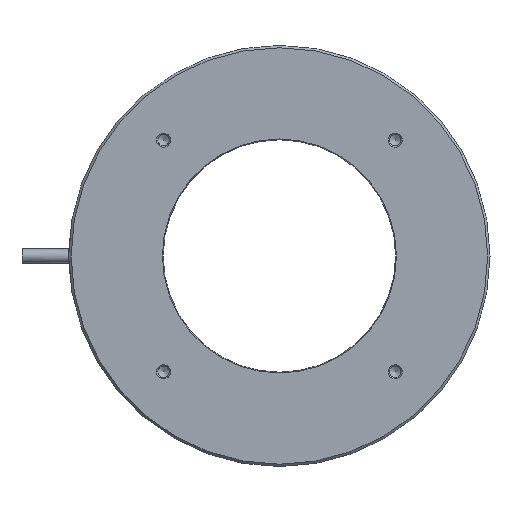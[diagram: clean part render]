
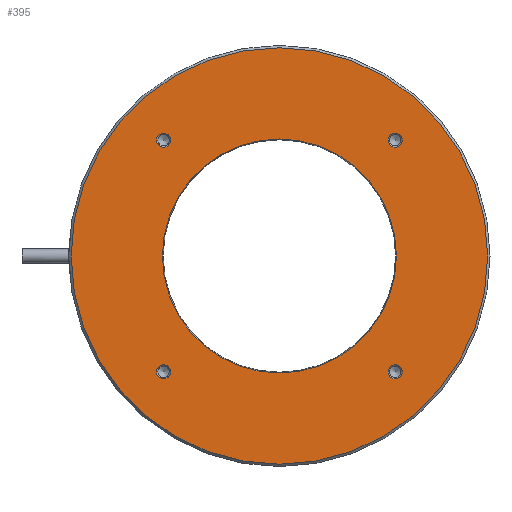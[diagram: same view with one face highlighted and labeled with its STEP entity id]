
A CAD part, left-side view. The second image highlights one B-rep face of the part: STEP entity #395.
In plain terms, the highlighted planar face has unit normal (-1, 0, 0).
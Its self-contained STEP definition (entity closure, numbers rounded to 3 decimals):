
#7 = EDGE_LOOP ( 'NONE', ( #286 ) ) ;
#26 = EDGE_LOOP ( 'NONE', ( #327 ) ) ;
#28 = EDGE_LOOP ( 'NONE', ( #288 ) ) ;
#35 = EDGE_LOOP ( 'NONE', ( #289 ) ) ;
#42 = EDGE_LOOP ( 'NONE', ( #276 ) ) ;
#94 = CARTESIAN_POINT ( 'NONE',  ( 0., 24.749, 24.749 ) ) ;
#111 = CARTESIAN_POINT ( 'NONE',  ( 0., 0., 0. ) ) ;
#117 = DIRECTION ( 'NONE',  ( 0., 0., 1. ) ) ;
#160 = DIRECTION ( 'NONE',  ( 1., 0., 0. ) ) ;
#166 = CARTESIAN_POINT ( 'NONE',  ( 0., -24.749, -24.749 ) ) ;
#177 = DIRECTION ( 'NONE',  ( 0., 0., 1. ) ) ;
#189 = DIRECTION ( 'NONE',  ( 0., 0., 1. ) ) ;
#192 = DIRECTION ( 'NONE',  ( 1., 0., 0. ) ) ;
#201 = DIRECTION ( 'NONE',  ( 1., 0., 0. ) ) ;
#233 = DIRECTION ( 'NONE',  ( 0., 0., 1. ) ) ;
#242 = FACE_BOUND ( 'NONE', #26, .T. ) ;
#243 = DIRECTION ( 'NONE',  ( -1., 0., 0. ) ) ;
#258 = FACE_BOUND ( 'NONE', #28, .T. ) ;
#274 = ORIENTED_EDGE ( 'NONE', *, *, #437, .T. ) ;
#276 = ORIENTED_EDGE ( 'NONE', *, *, #425, .T. ) ;
#286 = ORIENTED_EDGE ( 'NONE', *, *, #433, .T. ) ;
#288 = ORIENTED_EDGE ( 'NONE', *, *, #411, .T. ) ;
#289 = ORIENTED_EDGE ( 'NONE', *, *, #439, .T. ) ;
#298 = FACE_OUTER_BOUND ( 'NONE', #35, .T. ) ;
#300 = FACE_BOUND ( 'NONE', #42, .T. ) ;
#302 = FACE_BOUND ( 'NONE', #343, .T. ) ;
#327 = ORIENTED_EDGE ( 'NONE', *, *, #412, .T. ) ;
#331 = PLANE ( 'NONE',  #486 ) ;
#343 = EDGE_LOOP ( 'NONE', ( #274 ) ) ;
#353 = CARTESIAN_POINT ( 'NONE',  ( 0., 44.5, 0. ) ) ;
#358 = FACE_BOUND ( 'NONE', #7, .T. ) ;
#395 = ADVANCED_FACE ( 'NONE', ( #358, #302, #242, #300, #258, #298 ), #331, .T. ) ;
#411 = EDGE_CURVE ( 'NONE', #672, #672, #483, .T. ) ;
#412 = EDGE_CURVE ( 'NONE', #692, #692, #468, .T. ) ;
#425 = EDGE_CURVE ( 'NONE', #594, #594, #528, .T. ) ;
#433 = EDGE_CURVE ( 'NONE', #707, #707, #547, .T. ) ;
#437 = EDGE_CURVE ( 'NONE', #578, #578, #541, .T. ) ;
#439 = EDGE_CURVE ( 'NONE', #582, #582, #448, .T. ) ;
#448 = CIRCLE ( 'NONE', #542, 44.5 ) ;
#468 = CIRCLE ( 'NONE', #503, 1.5 ) ;
#483 = CIRCLE ( 'NONE', #491, 25. ) ;
#486 = AXIS2_PLACEMENT_3D ( 'NONE', #353, #243, #233 ) ;
#491 = AXIS2_PLACEMENT_3D ( 'NONE', #111, #192, #177 ) ;
#502 = AXIS2_PLACEMENT_3D ( 'NONE', #658, #675, #679 ) ;
#503 = AXIS2_PLACEMENT_3D ( 'NONE', #94, #201, #189 ) ;
#512 = AXIS2_PLACEMENT_3D ( 'NONE', #166, #160, #117 ) ;
#528 = CIRCLE ( 'NONE', #512, 1.5 ) ;
#541 = CIRCLE ( 'NONE', #543, 1.5 ) ;
#542 = AXIS2_PLACEMENT_3D ( 'NONE', #639, #644, #642 ) ;
#543 = AXIS2_PLACEMENT_3D ( 'NONE', #630, #660, #673 ) ;
#547 = CIRCLE ( 'NONE', #502, 1.5 ) ;
#578 = VERTEX_POINT ( 'NONE', #624 ) ;
#582 = VERTEX_POINT ( 'NONE', #615 ) ;
#591 = CARTESIAN_POINT ( 'NONE',  ( 0., -24.749, -23.249 ) ) ;
#594 = VERTEX_POINT ( 'NONE', #591 ) ;
#615 = CARTESIAN_POINT ( 'NONE',  ( 0., 0., -44.5 ) ) ;
#624 = CARTESIAN_POINT ( 'NONE',  ( 0., -24.749, 26.249 ) ) ;
#630 = CARTESIAN_POINT ( 'NONE',  ( 0., -24.749, 24.749 ) ) ;
#639 = CARTESIAN_POINT ( 'NONE',  ( 0., 0., 0. ) ) ;
#642 = DIRECTION ( 'NONE',  ( 0., 0., -1. ) ) ;
#644 = DIRECTION ( 'NONE',  ( -1., 0., 0. ) ) ;
#658 = CARTESIAN_POINT ( 'NONE',  ( 0., 24.749, -24.749 ) ) ;
#660 = DIRECTION ( 'NONE',  ( 1., 0., 0. ) ) ;
#665 = CARTESIAN_POINT ( 'NONE',  ( 0., 24.749, -23.249 ) ) ;
#672 = VERTEX_POINT ( 'NONE', #695 ) ;
#673 = DIRECTION ( 'NONE',  ( 0., 0., 1. ) ) ;
#675 = DIRECTION ( 'NONE',  ( 1., 0., 0. ) ) ;
#679 = DIRECTION ( 'NONE',  ( 0., 0., 1. ) ) ;
#692 = VERTEX_POINT ( 'NONE', #697 ) ;
#695 = CARTESIAN_POINT ( 'NONE',  ( 0., 0., 25. ) ) ;
#697 = CARTESIAN_POINT ( 'NONE',  ( 0., 24.749, 26.249 ) ) ;
#707 = VERTEX_POINT ( 'NONE', #665 ) ;
